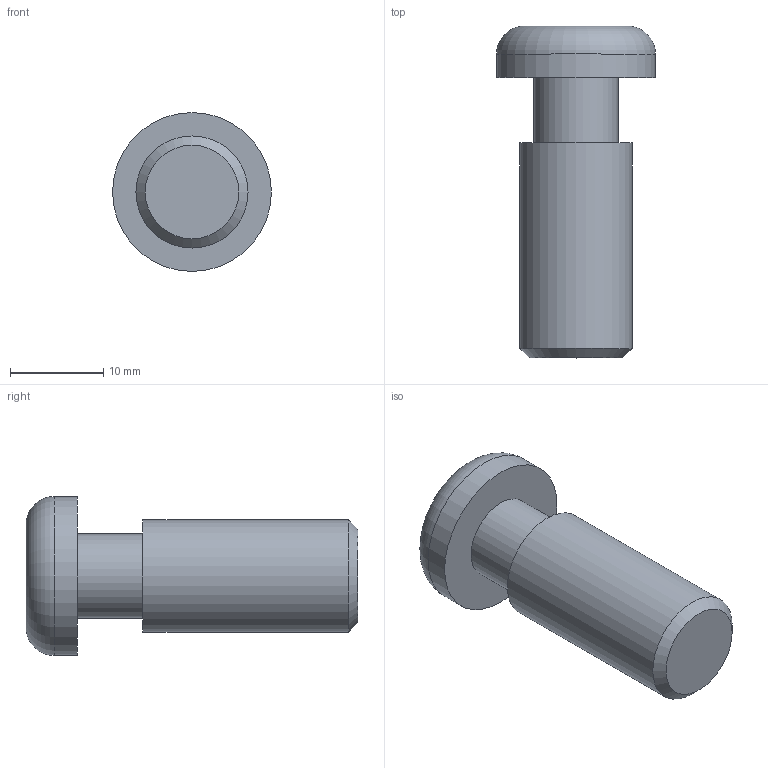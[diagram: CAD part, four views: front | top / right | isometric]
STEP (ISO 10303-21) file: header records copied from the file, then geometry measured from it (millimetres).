
FILE_DESCRIPTION (( 'STEP AP203' ), '1' );
FILE_NAME ('AL-1Y04.A61A.01 Âèíò ïàçîâûé ñ âíóòðåííèì øåñòèãðàííèêîì Ì12õ30.STEP', '2023-09-22T10:51:13', ( '' ), ( '' ), 'SwSTEP 2.0', 'SolidWorks 2021', '' );
FILE_SCHEMA (( 'CONFIG_CONTROL_DESIGN' ));
Length unit declared in the file: millimetre
Products named in the file (1): AL-1Y04.A61A.01 Âèíò ïàçîâûé ñ âíóòðåííèì øåñòèãðàííèêîì Ì12õ30
Bounding box: 17 x 35.5 x 17 mm (x, y, z)
Volume: 3960.4 mm3; surface area: 1926.4 mm2
Topology: 1 solids, 1 shells, 16 faces, 32 edges, 21 vertices
Faces by surface type: plane 11, cylinder 3, cone 1, torus 1
Full cylindrical faces by diameter (mm): 9 x1, 12 x1, 17 x1
Entity records: 459 total; most frequent: DIRECTION 68, CARTESIAN_POINT 63, ORIENTED_EDGE 52, EDGE_CURVE 26, AXIS2_PLACEMENT_3D 25, EDGE_LOOP 24, VERTEX_POINT 20, FACE_OUTER_BOUND 20
